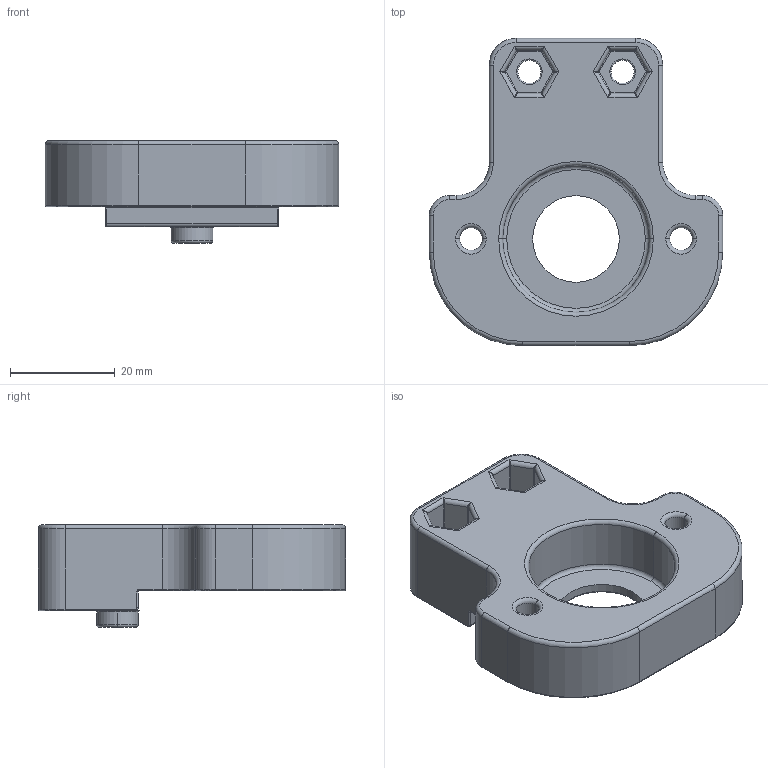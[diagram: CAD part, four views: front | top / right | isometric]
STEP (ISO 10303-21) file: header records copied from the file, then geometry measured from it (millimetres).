
FILE_DESCRIPTION (( 'STEP AP214' ), '1' );
FILE_NAME ('AARL_QR_FR_LE_PL_BL_011j2.STEP', '2024-06-21T05:44:03', ( '' ), ( '' ), 'SwSTEP 2.0', 'SolidWorks 2024', '' );
FILE_SCHEMA (( 'AUTOMOTIVE_DESIGN' ));
Length unit declared in the file: inch
Products named in the file (1): AARL_QR_FR_LE_PL_BL_011j2
Bounding box: 55.88 x 58.52 x 19.56 mm (x, y, z)
Volume: 23874.2 mm3; surface area: 9453.9 mm2
Topology: 1 solids, 1 shells, 261 faces, 590 edges, 305 vertices
Faces by surface type: cylinder 120, torus 60, plane 43, sphere 26, bspline 12
Entity records: 7277 total; most frequent: CARTESIAN_POINT 1544, DIRECTION 1344, ORIENTED_EDGE 1116, AXIS2_PLACEMENT_3D 560, EDGE_CURVE 558, CIRCLE 310, VERTEX_POINT 304, EDGE_LOOP 276
